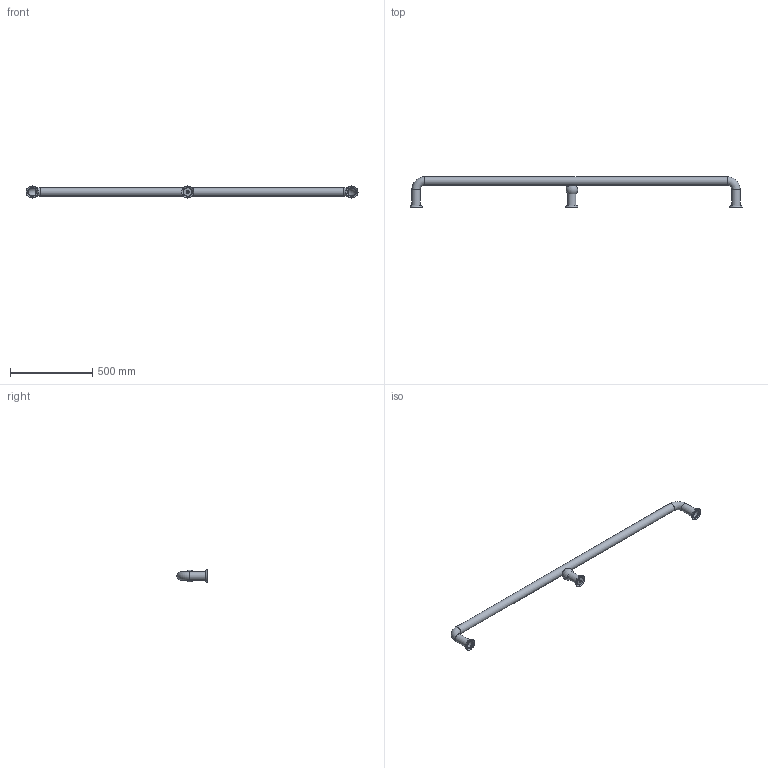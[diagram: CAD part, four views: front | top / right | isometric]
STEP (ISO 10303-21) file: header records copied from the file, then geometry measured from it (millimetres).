
FILE_DESCRIPTION(('STEP AP214'), '1');
FILE_NAME('KPSÎ703_1', '2014-12-24T06:08:09', (''), ('ASCON'), 'ASCON STEP Converter 1.3', 'ASCON Math Kernel', '');
FILE_SCHEMA(('AUTOMOTIVE_DESIGN { 1 0 10303 214 3 1 1}'));
Length unit declared in the file: millimetre
Assembly tree (11 placements, depth 3):
  (unnamed)
    (unnamed)
    (unnamed)  x2
    (unnamed)
      (unnamed)  x2
      (unnamed)
      (unnamed)
      (unnamed)
      (unnamed)
      (unnamed)
Bounding box: 2023.2 x 185.4 x 74 mm (x, y, z)
Volume: 567029.8 mm3; surface area: 875037.6 mm2
Topology: 9 solids, 10 shells, 77 faces, 160 edges, 107 vertices
Faces by surface type: torus 27, cylinder 24, plane 21, bspline 4, cone 1
Full cylindrical faces by diameter (mm): 5 x1, 6 x2, 16 x2, 44.8 x1, 47.8 x5, 50 x2, 50.8 x4, 51 x3, 53.5 x1, 55.5 x1
Entity records: 4398 total; most frequent: CARTESIAN_POINT 2066, DIRECTION 282, ORIENTED_EDGE 176, AXIS2_PLACEMENT_3D 141, EDGE_LOOP 124, EDGE_CURVE 88, VERTEX_POINT 82, FACE_BOUND 73
